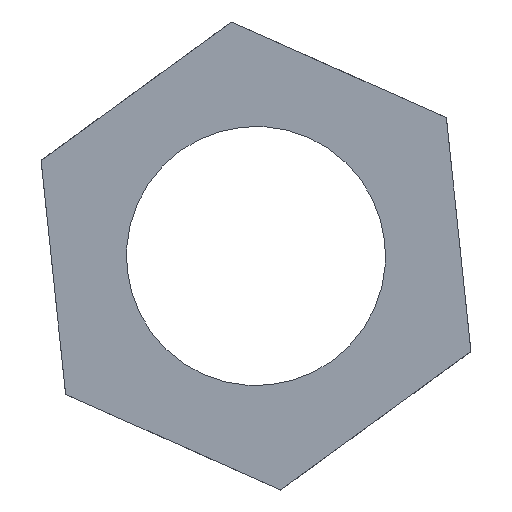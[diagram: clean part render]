
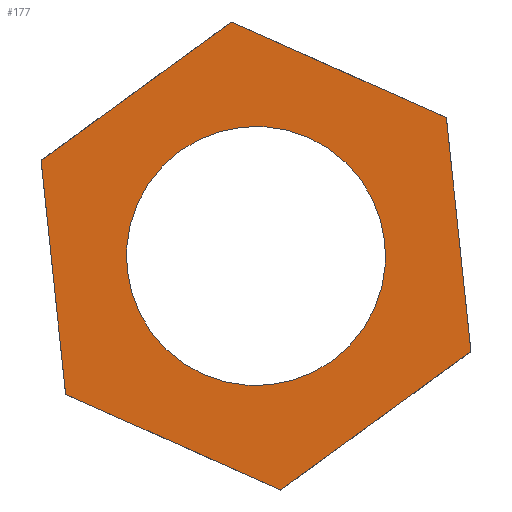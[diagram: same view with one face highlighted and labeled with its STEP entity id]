
A CAD part, left-side view. The second image highlights one B-rep face of the part: STEP entity #177.
In plain terms, the highlighted planar face has unit normal (-1, 0, 0).
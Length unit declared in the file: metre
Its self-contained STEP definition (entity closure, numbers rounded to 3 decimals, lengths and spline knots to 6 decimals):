
#22=CIRCLE('',#200,0.002019);
#26=LINE('',#262,#38);
#28=LINE('',#278,#40);
#30=LINE('',#294,#42);
#32=LINE('',#310,#44);
#34=LINE('',#326,#46);
#36=LINE('',#341,#48);
#38=VECTOR('',#210,1.);
#40=VECTOR('',#214,1.);
#42=VECTOR('',#218,1.);
#44=VECTOR('',#222,1.);
#46=VECTOR('',#226,1.);
#48=VECTOR('',#230,1.);
#77=ORIENTED_EDGE('',*,*,#110,.F.);
#78=ORIENTED_EDGE('',*,*,#93,.F.);
#79=ORIENTED_EDGE('',*,*,#108,.F.);
#80=ORIENTED_EDGE('',*,*,#105,.F.);
#81=ORIENTED_EDGE('',*,*,#102,.F.);
#82=ORIENTED_EDGE('',*,*,#99,.F.);
#83=ORIENTED_EDGE('',*,*,#96,.F.);
#93=EDGE_CURVE('',#114,#115,#26,.T.);
#96=EDGE_CURVE('',#115,#117,#28,.T.);
#99=EDGE_CURVE('',#117,#119,#30,.T.);
#102=EDGE_CURVE('',#119,#121,#32,.T.);
#105=EDGE_CURVE('',#121,#123,#34,.T.);
#108=EDGE_CURVE('',#123,#114,#36,.T.);
#110=EDGE_CURVE('',#125,#125,#22,.T.);
#114=VERTEX_POINT('',#261);
#115=VERTEX_POINT('',#263);
#117=VERTEX_POINT('',#279);
#119=VERTEX_POINT('',#295);
#121=VERTEX_POINT('',#311);
#123=VERTEX_POINT('',#327);
#125=VERTEX_POINT('',#346);
#143=EDGE_LOOP('',(#77));
#144=EDGE_LOOP('',(#78,#79,#80,#81,#82,#83));
#157=FACE_BOUND('',#143,.T.);
#158=FACE_BOUND('',#144,.T.);
#168=PLANE('',#203);
#177=ADVANCED_FACE('',(#157,#158),#168,.F.);
#200=AXIS2_PLACEMENT_3D('',#345,#235,#236);
#203=AXIS2_PLACEMENT_3D('',#350,#241,#242);
#210=DIRECTION('',(0.,-0.809,0.588));
#214=DIRECTION('',(0.,-0.914,-0.407));
#218=DIRECTION('',(0.,-0.105,-0.995));
#222=DIRECTION('',(0.,0.809,-0.588));
#226=DIRECTION('',(0.,0.914,0.407));
#230=DIRECTION('',(0.,0.105,0.995));
#235=DIRECTION('',(-1.,0.,0.));
#236=DIRECTION('',(0.,-0.809,0.588));
#241=DIRECTION('',(1.,0.,0.));
#242=DIRECTION('',(0.,0.809,-0.588));
#261=CARTESIAN_POINT('',(-0.402792,-0.197713,0.001599));
#262=CARTESIAN_POINT('',(-0.402792,-0.199196,0.002677));
#263=CARTESIAN_POINT('',(-0.402792,-0.200679,0.003754));
#278=CARTESIAN_POINT('',(-0.402792,-0.202353,0.003009));
#279=CARTESIAN_POINT('',(-0.402792,-0.204028,0.002263));
#294=CARTESIAN_POINT('',(-0.402792,-0.204219,0.00044));
#295=CARTESIAN_POINT('',(-0.402792,-0.204411,-0.001383));
#310=CARTESIAN_POINT('',(-0.402792,-0.202928,-0.002461));
#311=CARTESIAN_POINT('',(-0.402792,-0.201445,-0.003538));
#326=CARTESIAN_POINT('',(-0.402792,-0.19977,-0.002792));
#327=CARTESIAN_POINT('',(-0.402792,-0.198096,-0.002047));
#341=CARTESIAN_POINT('',(-0.402792,-0.197904,-0.000224));
#345=CARTESIAN_POINT('',(-0.402792,-0.201062,0.000108));
#346=CARTESIAN_POINT('',(-0.402792,-0.202695,0.001295));
#350=CARTESIAN_POINT('',(-0.402792,-0.225323,-0.033284));
